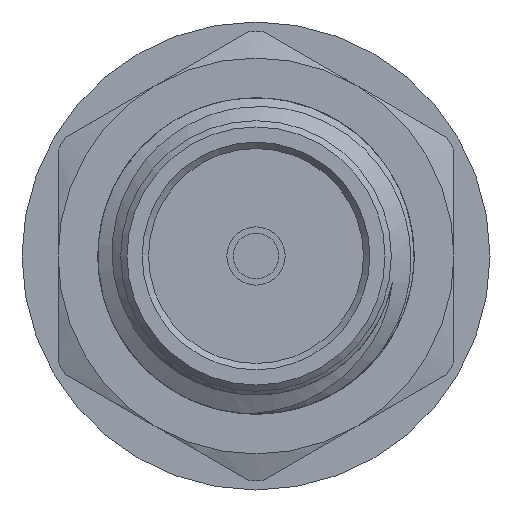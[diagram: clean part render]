
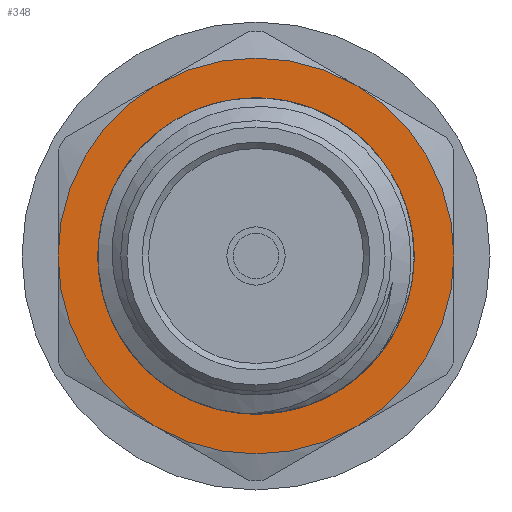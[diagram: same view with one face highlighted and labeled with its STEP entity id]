
A CAD part, left-side view. The second image highlights one B-rep face of the part: STEP entity #348.
In plain terms, the highlighted planar face has unit normal (-1, 0, 0).
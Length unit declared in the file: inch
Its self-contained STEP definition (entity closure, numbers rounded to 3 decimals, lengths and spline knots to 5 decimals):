
#237 = CIRCLE ( 'NONE', #1553, 0.1565 ) ;
#313 = DIRECTION ( 'NONE',  ( 0., 0., 1. ) ) ;
#348 = ADVANCED_FACE ( 'NONE', ( #1099, #6645 ), #5205, .T. ) ;
#402 = CARTESIAN_POINT ( 'NONE',  ( 0.20869, 0.03668, -0.11855 ) ) ;
#426 = ORIENTED_EDGE ( 'NONE', *, *, #3233, .T. ) ;
#526 = CARTESIAN_POINT ( 'NONE',  ( 0.20869, 0., 0. ) ) ;
#560 = CARTESIAN_POINT ( 'NONE',  ( 0.20869, 0.1565, 0. ) ) ;
#663 = ORIENTED_EDGE ( 'NONE', *, *, #6681, .T. ) ;
#799 = CARTESIAN_POINT ( 'NONE',  ( 0.20869, 0., 0. ) ) ;
#849 = CARTESIAN_POINT ( 'NONE',  ( 0.20869, 0.12174, -0.02744 ) ) ;
#1072 = ORIENTED_EDGE ( 'NONE', *, *, #6111, .T. ) ;
#1099 = FACE_BOUND ( 'NONE', #6773, .T. ) ;
#1107 = DIRECTION ( 'NONE',  ( -1., 0., 0. ) ) ;
#1213 = CIRCLE ( 'NONE', #6957, 0.125 ) ;
#1235 = VERTEX_POINT ( 'NONE', #8884 ) ;
#1321 = VERTEX_POINT ( 'NONE', #8267 ) ;
#1553 = AXIS2_PLACEMENT_3D ( 'NONE', #9007, #2788, #6064 ) ;
#1668 = DIRECTION ( 'NONE',  ( -1., 0., 0. ) ) ;
#1786 = VERTEX_POINT ( 'NONE', #6483 ) ;
#1894 = CARTESIAN_POINT ( 'NONE',  ( 0.20869, -0.00109, -0.12145 ) ) ;
#1994 = CARTESIAN_POINT ( 'NONE',  ( 0.20869, 0., 0. ) ) ;
#2066 = ORIENTED_EDGE ( 'NONE', *, *, #9018, .T. ) ;
#2249 = CARTESIAN_POINT ( 'NONE',  ( 0.20869, -0.07825, 0.13553 ) ) ;
#2298 = DIRECTION ( 'NONE',  ( 0., 0., 1. ) ) ;
#2385 = CARTESIAN_POINT ( 'NONE',  ( 0.20869, 0.11865, 0.02381 ) ) ;
#2414 = VERTEX_POINT ( 'NONE', #2385 ) ;
#2577 = CARTESIAN_POINT ( 'NONE',  ( 0.20869, 0., 0. ) ) ;
#2788 = DIRECTION ( 'NONE',  ( -1., 0., 0. ) ) ;
#3173 = CIRCLE ( 'NONE', #5156, 0.1565 ) ;
#3233 = EDGE_CURVE ( 'NONE', #7863, #8427, #4249, .T. ) ;
#3339 = ORIENTED_EDGE ( 'NONE', *, *, #4761, .T. ) ;
#3509 = DIRECTION ( 'NONE',  ( -1., 0., 0. ) ) ;
#3655 = CIRCLE ( 'NONE', #6621, 0.1565 ) ;
#3822 = CARTESIAN_POINT ( 'NONE',  ( 0.20869, 0.11924, -0.0375 ) ) ;
#4106 = ORIENTED_EDGE ( 'NONE', *, *, #9153, .T. ) ;
#4249 = CIRCLE ( 'NONE', #10013, 0.1565 ) ;
#4273 = CARTESIAN_POINT ( 'NONE',  ( 0.20869, 0., 0. ) ) ;
#4377 = DIRECTION ( 'NONE',  ( 0., 0., 1. ) ) ;
#4493 = AXIS2_PLACEMENT_3D ( 'NONE', #1994, #1107, #8978 ) ;
#4761 = EDGE_CURVE ( 'NONE', #1321, #2414, #7725, .T. ) ;
#4859 = EDGE_CURVE ( 'NONE', #1321, #1235, #1213, .T. ) ;
#4861 = CARTESIAN_POINT ( 'NONE',  ( 0.20869, -0.00644, -0.12085 ) ) ;
#5012 = CARTESIAN_POINT ( 'NONE',  ( 0.20869, 0.05701, -0.11124 ) ) ;
#5054 = DIRECTION ( 'NONE',  ( -1., 0., 0. ) ) ;
#5140 = CIRCLE ( 'NONE', #10080, 0.1565 ) ;
#5145 = DIRECTION ( 'NONE',  ( 0., 0., 1. ) ) ;
#5156 = AXIS2_PLACEMENT_3D ( 'NONE', #6752, #3509, #6031 ) ;
#5164 = CARTESIAN_POINT ( 'NONE',  ( 0.20869, -0.1565, 0. ) ) ;
#5168 = EDGE_CURVE ( 'NONE', #8427, #8529, #5140, .T. ) ;
#5205 = PLANE ( 'NONE',  #5879 ) ;
#5330 = CARTESIAN_POINT ( 'NONE',  ( 0.20869, -0.07825, -0.13553 ) ) ;
#5490 = B_SPLINE_CURVE_WITH_KNOTS ( 'NONE', 3,
 ( #4861, #1894, #8931, #8003, #8211, #402, #5830, #5012 ),
 .UNSPECIFIED., .F., .F.,
 ( 4, 2, 2, 4 ),
 ( 0., 0.25, 0.5, 1. ),
 .UNSPECIFIED. ) ;
#5616 = DIRECTION ( 'NONE',  ( -1., 0., 0. ) ) ;
#5744 = DIRECTION ( 'NONE',  ( -1., 0., 0. ) ) ;
#5830 = CARTESIAN_POINT ( 'NONE',  ( 0.20869, 0.04704, -0.11557 ) ) ;
#5879 = AXIS2_PLACEMENT_3D ( 'NONE', #4273, #8140, #4377 ) ;
#5975 = CIRCLE ( 'NONE', #4493, 0.1565 ) ;
#6031 = DIRECTION ( 'NONE',  ( 0., 0., 1. ) ) ;
#6064 = DIRECTION ( 'NONE',  ( 0., 0., 1. ) ) ;
#6111 = EDGE_CURVE ( 'NONE', #1786, #1235, #5490, .T. ) ;
#6450 = ORIENTED_EDGE ( 'NONE', *, *, #4859, .F. ) ;
#6483 = CARTESIAN_POINT ( 'NONE',  ( 0.20869, -0.00644, -0.12085 ) ) ;
#6621 = AXIS2_PLACEMENT_3D ( 'NONE', #2577, #5744, #313 ) ;
#6645 = FACE_OUTER_BOUND ( 'NONE', #8481, .T. ) ;
#6681 = EDGE_CURVE ( 'NONE', #8529, #7594, #237, .T. ) ;
#6752 = CARTESIAN_POINT ( 'NONE',  ( 0.20869, 0., 0. ) ) ;
#6773 = EDGE_LOOP ( 'NONE', ( #6450, #3339, #9357, #1072 ) ) ;
#6776 = CARTESIAN_POINT ( 'NONE',  ( 0.20869, 0.07825, 0.13553 ) ) ;
#6929 = ORIENTED_EDGE ( 'NONE', *, *, #7316, .T. ) ;
#6957 = AXIS2_PLACEMENT_3D ( 'NONE', #799, #5616, #10112 ) ;
#6977 = CARTESIAN_POINT ( 'NONE',  ( 0.20869, 0.12275, 0.00355 ) ) ;
#7116 = CARTESIAN_POINT ( 'NONE',  ( 0.20869, 0., 0. ) ) ;
#7173 = CARTESIAN_POINT ( 'NONE',  ( 0.20869, 0.12135, 0.01377 ) ) ;
#7275 = AXIS2_PLACEMENT_3D ( 'NONE', #526, #9062, #5145 ) ;
#7316 = EDGE_CURVE ( 'NONE', #7594, #7698, #3655, .T. ) ;
#7594 = VERTEX_POINT ( 'NONE', #6776 ) ;
#7698 = VERTEX_POINT ( 'NONE', #560 ) ;
#7725 = B_SPLINE_CURVE_WITH_KNOTS ( 'NONE', 3,
 ( #3822, #849, #8572, #6977, #7173, #9535 ),
 .UNSPECIFIED., .F., .F.,
 ( 4, 2, 4 ),
 ( 0., 0.5, 1. ),
 .UNSPECIFIED. ) ;
#7863 = VERTEX_POINT ( 'NONE', #5330 ) ;
#8003 = CARTESIAN_POINT ( 'NONE',  ( 0.20869, 0.01508, -0.12147 ) ) ;
#8127 = ORIENTED_EDGE ( 'NONE', *, *, #5168, .T. ) ;
#8140 = DIRECTION ( 'NONE',  ( -1., 0., 0. ) ) ;
#8201 = DIRECTION ( 'NONE',  ( 0., 0., 1. ) ) ;
#8211 = CARTESIAN_POINT ( 'NONE',  ( 0.20869, 0.02058, -0.12099 ) ) ;
#8267 = CARTESIAN_POINT ( 'NONE',  ( 0.20869, 0.11924, -0.0375 ) ) ;
#8394 = CARTESIAN_POINT ( 'NONE',  ( 0.20869, 0.07825, -0.13553 ) ) ;
#8427 = VERTEX_POINT ( 'NONE', #5164 ) ;
#8435 = CIRCLE ( 'NONE', #7275, 0.12102 ) ;
#8481 = EDGE_LOOP ( 'NONE', ( #663, #6929, #4106, #2066, #426, #8127 ) ) ;
#8529 = VERTEX_POINT ( 'NONE', #2249 ) ;
#8572 = CARTESIAN_POINT ( 'NONE',  ( 0.20869, 0.12295, -0.01723 ) ) ;
#8884 = CARTESIAN_POINT ( 'NONE',  ( 0.20869, 0.05701, -0.11124 ) ) ;
#8931 = CARTESIAN_POINT ( 'NONE',  ( 0.20869, 0.00429, -0.12169 ) ) ;
#8975 = CARTESIAN_POINT ( 'NONE',  ( 0.20869, 0., 0. ) ) ;
#8978 = DIRECTION ( 'NONE',  ( 0., 0., 1. ) ) ;
#9007 = CARTESIAN_POINT ( 'NONE',  ( 0.20869, 0., 0. ) ) ;
#9018 = EDGE_CURVE ( 'NONE', #10120, #7863, #5975, .T. ) ;
#9062 = DIRECTION ( 'NONE',  ( 1., 0., 0. ) ) ;
#9153 = EDGE_CURVE ( 'NONE', #7698, #10120, #3173, .T. ) ;
#9357 = ORIENTED_EDGE ( 'NONE', *, *, #9978, .T. ) ;
#9535 = CARTESIAN_POINT ( 'NONE',  ( 0.20869, 0.11865, 0.02381 ) ) ;
#9978 = EDGE_CURVE ( 'NONE', #2414, #1786, #8435, .T. ) ;
#10013 = AXIS2_PLACEMENT_3D ( 'NONE', #7116, #1668, #2298 ) ;
#10080 = AXIS2_PLACEMENT_3D ( 'NONE', #8975, #5054, #8201 ) ;
#10112 = DIRECTION ( 'NONE',  ( 0., 0., 1. ) ) ;
#10120 = VERTEX_POINT ( 'NONE', #8394 ) ;
